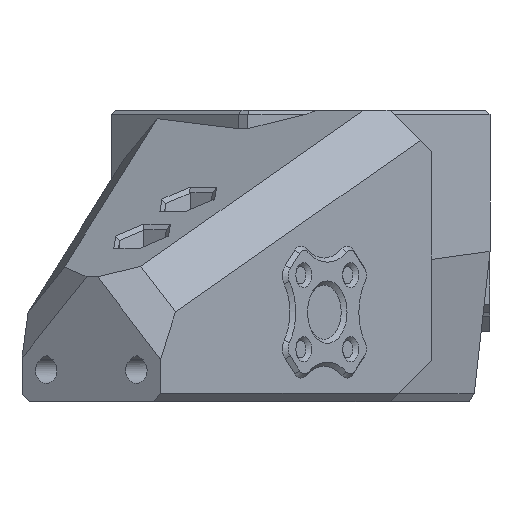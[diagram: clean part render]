
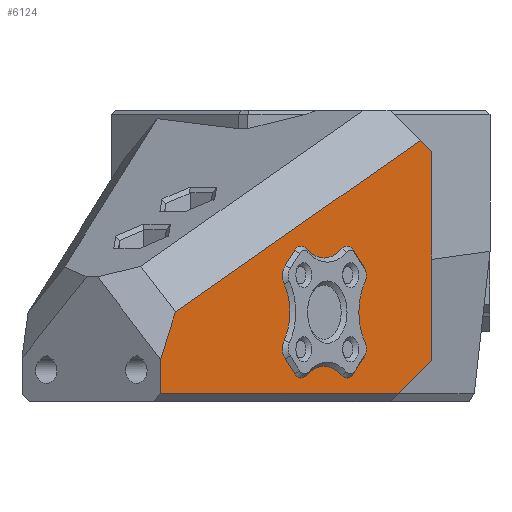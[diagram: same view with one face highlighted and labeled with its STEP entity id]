
A CAD part, left-side view. The second image highlights one B-rep face of the part: STEP entity #6124.
In plain terms, the highlighted planar face has unit normal (-0.632, -0.775, 0).
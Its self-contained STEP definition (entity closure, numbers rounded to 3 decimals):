
#187=CIRCLE('',#6575,5.8);
#189=CIRCLE('',#6578,1.7);
#191=CIRCLE('',#6582,1.7);
#193=CIRCLE('',#6585,5.8);
#195=CIRCLE('',#6588,1.7);
#197=CIRCLE('',#6592,1.7);
#199=CIRCLE('',#6595,5.8);
#201=CIRCLE('',#6598,1.7);
#203=CIRCLE('',#6602,1.7);
#205=CIRCLE('',#6605,5.8);
#207=CIRCLE('',#6608,1.7);
#209=CIRCLE('',#6612,1.7);
#379=FACE_BOUND('',#984,.T.);
#629=FACE_OUTER_BOUND('',#983,.T.);
#983=EDGE_LOOP('',(#5008,#5009,#5010,#5011,#5012,#5013,#5014));
#984=EDGE_LOOP('',(#5015,#5016,#5017,#5018,#5019,#5020,#5021,#5022,#5023,
#5024,#5025,#5026,#5027,#5028,#5029,#5030));
#1521=LINE('',#10911,#2175);
#1527=LINE('',#10935,#2181);
#1533=LINE('',#10959,#2187);
#1539=LINE('',#10983,#2193);
#1541=LINE('',#10991,#2195);
#1542=LINE('',#10993,#2196);
#1543=LINE('',#10995,#2197);
#1544=LINE('',#10997,#2198);
#1545=LINE('',#10999,#2199);
#1546=LINE('',#11001,#2200);
#1547=LINE('',#11002,#2201);
#2175=VECTOR('',#7772,10.);
#2181=VECTOR('',#7798,10.);
#2187=VECTOR('',#7824,10.);
#2193=VECTOR('',#7850,10.);
#2195=VECTOR('',#7860,10.);
#2196=VECTOR('',#7861,10.);
#2197=VECTOR('',#7862,10.);
#2198=VECTOR('',#7863,10.);
#2199=VECTOR('',#7864,10.);
#2200=VECTOR('',#7865,10.);
#2201=VECTOR('',#7866,10.);
#2815=VERTEX_POINT('',#10894);
#2816=VERTEX_POINT('',#10896);
#2819=VERTEX_POINT('',#10903);
#2821=VERTEX_POINT('',#10909);
#2823=VERTEX_POINT('',#10915);
#2825=VERTEX_POINT('',#10921);
#2827=VERTEX_POINT('',#10927);
#2829=VERTEX_POINT('',#10933);
#2831=VERTEX_POINT('',#10939);
#2833=VERTEX_POINT('',#10945);
#2835=VERTEX_POINT('',#10951);
#2837=VERTEX_POINT('',#10957);
#2839=VERTEX_POINT('',#10963);
#2841=VERTEX_POINT('',#10969);
#2843=VERTEX_POINT('',#10975);
#2845=VERTEX_POINT('',#10981);
#2846=VERTEX_POINT('',#10989);
#2847=VERTEX_POINT('',#10990);
#2848=VERTEX_POINT('',#10992);
#2849=VERTEX_POINT('',#10994);
#2850=VERTEX_POINT('',#10996);
#2851=VERTEX_POINT('',#10998);
#2852=VERTEX_POINT('',#11000);
#3572=EDGE_CURVE('',#2815,#2816,#187,.T.);
#3576=EDGE_CURVE('',#2819,#2815,#189,.T.);
#3579=EDGE_CURVE('',#2821,#2819,#1521,.T.);
#3582=EDGE_CURVE('',#2823,#2821,#191,.T.);
#3585=EDGE_CURVE('',#2825,#2823,#193,.T.);
#3588=EDGE_CURVE('',#2827,#2825,#195,.T.);
#3591=EDGE_CURVE('',#2829,#2827,#1527,.T.);
#3594=EDGE_CURVE('',#2831,#2829,#197,.T.);
#3597=EDGE_CURVE('',#2833,#2831,#199,.T.);
#3600=EDGE_CURVE('',#2835,#2833,#201,.T.);
#3603=EDGE_CURVE('',#2837,#2835,#1533,.T.);
#3606=EDGE_CURVE('',#2839,#2837,#203,.T.);
#3609=EDGE_CURVE('',#2841,#2839,#205,.T.);
#3612=EDGE_CURVE('',#2843,#2841,#207,.T.);
#3615=EDGE_CURVE('',#2845,#2843,#1539,.T.);
#3617=EDGE_CURVE('',#2816,#2845,#209,.T.);
#3619=EDGE_CURVE('',#2846,#2847,#1541,.T.);
#3620=EDGE_CURVE('',#2848,#2847,#1542,.T.);
#3621=EDGE_CURVE('',#2848,#2849,#1543,.T.);
#3622=EDGE_CURVE('',#2849,#2850,#1544,.T.);
#3623=EDGE_CURVE('',#2850,#2851,#1545,.T.);
#3624=EDGE_CURVE('',#2851,#2852,#1546,.T.);
#3625=EDGE_CURVE('',#2852,#2846,#1547,.T.);
#5008=ORIENTED_EDGE('',*,*,#3619,.T.);
#5009=ORIENTED_EDGE('',*,*,#3620,.F.);
#5010=ORIENTED_EDGE('',*,*,#3621,.T.);
#5011=ORIENTED_EDGE('',*,*,#3622,.T.);
#5012=ORIENTED_EDGE('',*,*,#3623,.T.);
#5013=ORIENTED_EDGE('',*,*,#3624,.T.);
#5014=ORIENTED_EDGE('',*,*,#3625,.T.);
#5015=ORIENTED_EDGE('',*,*,#3572,.F.);
#5016=ORIENTED_EDGE('',*,*,#3576,.F.);
#5017=ORIENTED_EDGE('',*,*,#3579,.F.);
#5018=ORIENTED_EDGE('',*,*,#3582,.F.);
#5019=ORIENTED_EDGE('',*,*,#3585,.F.);
#5020=ORIENTED_EDGE('',*,*,#3588,.F.);
#5021=ORIENTED_EDGE('',*,*,#3591,.F.);
#5022=ORIENTED_EDGE('',*,*,#3594,.F.);
#5023=ORIENTED_EDGE('',*,*,#3597,.F.);
#5024=ORIENTED_EDGE('',*,*,#3600,.F.);
#5025=ORIENTED_EDGE('',*,*,#3603,.F.);
#5026=ORIENTED_EDGE('',*,*,#3606,.F.);
#5027=ORIENTED_EDGE('',*,*,#3609,.F.);
#5028=ORIENTED_EDGE('',*,*,#3612,.F.);
#5029=ORIENTED_EDGE('',*,*,#3615,.F.);
#5030=ORIENTED_EDGE('',*,*,#3617,.F.);
#5799=PLANE('',#6614);
#6124=ADVANCED_FACE('',(#629,#379),#5799,.F.);
#6575=AXIS2_PLACEMENT_3D('',#10897,#7757,#7758);
#6578=AXIS2_PLACEMENT_3D('',#10905,#7765,#7766);
#6582=AXIS2_PLACEMENT_3D('',#10917,#7777,#7778);
#6585=AXIS2_PLACEMENT_3D('',#10923,#7784,#7785);
#6588=AXIS2_PLACEMENT_3D('',#10929,#7791,#7792);
#6592=AXIS2_PLACEMENT_3D('',#10941,#7803,#7804);
#6595=AXIS2_PLACEMENT_3D('',#10947,#7810,#7811);
#6598=AXIS2_PLACEMENT_3D('',#10953,#7817,#7818);
#6602=AXIS2_PLACEMENT_3D('',#10965,#7829,#7830);
#6605=AXIS2_PLACEMENT_3D('',#10971,#7836,#7837);
#6608=AXIS2_PLACEMENT_3D('',#10977,#7843,#7844);
#6612=AXIS2_PLACEMENT_3D('',#10986,#7854,#7855);
#6614=AXIS2_PLACEMENT_3D('',#10988,#7858,#7859);
#7757=DIRECTION('center_axis',(0.632,0.775,0.));
#7758=DIRECTION('ref_axis',(-0.453,0.369,-0.811));
#7765=DIRECTION('center_axis',(-0.632,-0.775,0.));
#7766=DIRECTION('ref_axis',(-0.453,0.369,0.811));
#7772=DIRECTION('',(-0.548,0.447,0.707));
#7777=DIRECTION('center_axis',(-0.632,-0.775,0.));
#7778=DIRECTION('ref_axis',(0.548,-0.447,0.707));
#7784=DIRECTION('center_axis',(0.632,0.775,0.));
#7785=DIRECTION('ref_axis',(-0.629,0.512,0.585));
#7791=DIRECTION('center_axis',(-0.632,-0.775,0.));
#7792=DIRECTION('ref_axis',(0.629,-0.512,0.585));
#7798=DIRECTION('',(0.548,-0.447,0.707));
#7803=DIRECTION('center_axis',(-0.632,-0.775,0.));
#7804=DIRECTION('ref_axis',(0.548,-0.447,-0.707));
#7810=DIRECTION('center_axis',(0.632,0.775,0.));
#7811=DIRECTION('ref_axis',(0.453,-0.369,0.811));
#7817=DIRECTION('center_axis',(-0.632,-0.775,0.));
#7818=DIRECTION('ref_axis',(0.453,-0.369,-0.811));
#7824=DIRECTION('',(0.548,-0.447,-0.707));
#7829=DIRECTION('center_axis',(-0.632,-0.775,0.));
#7830=DIRECTION('ref_axis',(-0.548,0.447,-0.707));
#7836=DIRECTION('center_axis',(0.632,0.775,0.));
#7837=DIRECTION('ref_axis',(0.629,-0.512,-0.585));
#7843=DIRECTION('center_axis',(-0.632,-0.775,0.));
#7844=DIRECTION('ref_axis',(-0.629,0.512,-0.585));
#7850=DIRECTION('',(-0.548,0.447,-0.707));
#7854=DIRECTION('center_axis',(-0.632,-0.775,0.));
#7855=DIRECTION('ref_axis',(-0.548,0.447,0.707));
#7858=DIRECTION('center_axis',(0.632,0.775,0.));
#7859=DIRECTION('ref_axis',(-0.775,0.632,0.));
#7860=DIRECTION('',(-0.345,0.281,-0.896));
#7861=DIRECTION('',(0.,0.,1.));
#7862=DIRECTION('',(0.775,-0.632,0.));
#7863=DIRECTION('',(0.655,-0.534,0.534));
#7864=DIRECTION('',(0.,0.,1.));
#7865=DIRECTION('',(-0.655,0.534,0.534));
#7866=DIRECTION('',(-0.709,0.578,-0.405));
#10894=CARTESIAN_POINT('',(-91.135,-4.717,18.354));
#10896=CARTESIAN_POINT('',(-96.395,-0.432,18.354));
#10897=CARTESIAN_POINT('Origin',(-93.765,-2.575,23.058));
#10903=CARTESIAN_POINT('',(-89.433,-6.105,18.177));
#10905=CARTESIAN_POINT('Origin',(-90.365,-5.345,16.975));
#10909=CARTESIAN_POINT('',(-88.011,-7.263,16.343));
#10911=CARTESIAN_POINT('',(-82.316,-11.903,8.997));
#10915=CARTESIAN_POINT('',(-87.874,-7.374,14.147));
#10917=CARTESIAN_POINT('Origin',(-88.943,-6.503,15.141));
#10921=CARTESIAN_POINT('',(-87.874,-7.374,7.362));
#10923=CARTESIAN_POINT('Origin',(-84.226,-10.346,10.755));
#10927=CARTESIAN_POINT('',(-88.011,-7.263,5.166));
#10929=CARTESIAN_POINT('Origin',(-88.943,-6.503,6.368));
#10933=CARTESIAN_POINT('',(-89.433,-6.105,3.332));
#10935=CARTESIAN_POINT('',(-87.195,-7.927,6.218));
#10939=CARTESIAN_POINT('',(-91.135,-4.717,3.156));
#10941=CARTESIAN_POINT('Origin',(-90.365,-5.345,4.534));
#10945=CARTESIAN_POINT('',(-96.395,-0.432,3.156));
#10947=CARTESIAN_POINT('Origin',(-93.765,-2.575,-1.549));
#10951=CARTESIAN_POINT('',(-98.098,0.955,3.332));
#10953=CARTESIAN_POINT('Origin',(-97.166,0.196,4.534));
#10957=CARTESIAN_POINT('',(-99.52,2.113,5.166));
#10959=CARTESIAN_POINT('',(-93.113,-3.106,-3.097));
#10963=CARTESIAN_POINT('',(-99.657,2.225,7.362));
#10965=CARTESIAN_POINT('Origin',(-98.588,1.354,6.368));
#10969=CARTESIAN_POINT('',(-99.657,2.225,14.147));
#10971=CARTESIAN_POINT('Origin',(-103.304,5.196,10.755));
#10975=CARTESIAN_POINT('',(-99.52,2.113,16.343));
#10977=CARTESIAN_POINT('Origin',(-98.588,1.354,15.141));
#10981=CARTESIAN_POINT('',(-98.098,0.955,18.177));
#10983=CARTESIAN_POINT('',(-96.572,-0.289,20.146));
#10986=CARTESIAN_POINT('Origin',(-97.166,0.196,16.975));
#10988=CARTESIAN_POINT('Origin',(-77.9,-15.5,0.));
#10989=CARTESIAN_POINT('',(-115.669,15.27,10.783));
#10990=CARTESIAN_POINT('',(-117.86,17.055,5.096));
#10991=CARTESIAN_POINT('',(-113.749,13.705,15.768));
#10992=CARTESIAN_POINT('',(-117.86,17.055,1.));
#10993=CARTESIAN_POINT('',(-117.86,17.055,0.));
#10994=CARTESIAN_POINT('',(-82.81,-11.5,1.));
#10995=CARTESIAN_POINT('',(-78.605,-14.925,1.));
#10996=CARTESIAN_POINT('',(-77.9,-15.5,5.));
#10997=CARTESIAN_POINT('',(-76.925,-16.294,5.794));
#10998=CARTESIAN_POINT('',(-77.9,-15.5,30.));
#10999=CARTESIAN_POINT('',(-77.9,-15.5,0.));
#11000=CARTESIAN_POINT('',(-79.586,-14.127,31.373));
#11001=CARTESIAN_POINT('',(-70.799,-21.285,24.215));
#11002=CARTESIAN_POINT('',(-93.401,-2.872,23.49));
